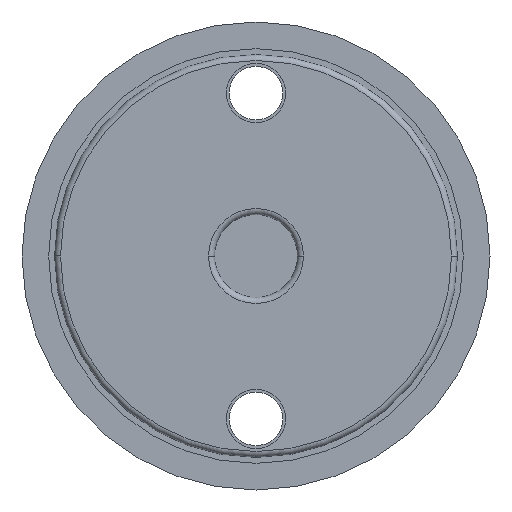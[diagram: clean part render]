
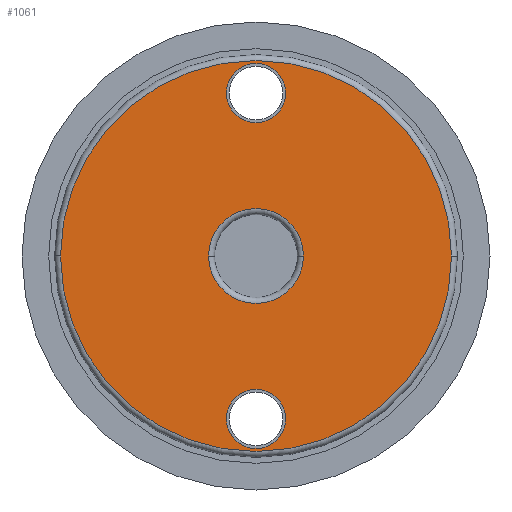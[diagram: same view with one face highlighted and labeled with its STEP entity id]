
A CAD part, front view. The second image highlights one B-rep face of the part: STEP entity #1061.
In plain terms, the highlighted planar face has unit normal (0, -1, 0).
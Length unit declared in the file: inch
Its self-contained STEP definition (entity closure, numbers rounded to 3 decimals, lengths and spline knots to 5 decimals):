
#29 = EDGE_CURVE ( 'NONE', #336, #321, #2059, .T. ) ;
#46 = ORIENTED_EDGE ( 'NONE', *, *, #1775, .T. ) ;
#93 = CIRCLE ( 'NONE', #1588, 0.31496 ) ;
#150 = CARTESIAN_POINT ( 'NONE',  ( -0.19685, 0., 1.08268 ) ) ;
#173 = CARTESIAN_POINT ( 'NONE',  ( -0.31496, 0., 0. ) ) ;
#229 = VERTEX_POINT ( 'NONE', #1117 ) ;
#249 = ORIENTED_EDGE ( 'NONE', *, *, #782, .T. ) ;
#286 = DIRECTION ( 'NONE',  ( 0., 1., 0. ) ) ;
#317 = AXIS2_PLACEMENT_3D ( 'NONE', #1453, #2038, #701 ) ;
#321 = VERTEX_POINT ( 'NONE', #1913 ) ;
#327 = PLANE ( 'NONE',  #2424 ) ;
#336 = VERTEX_POINT ( 'NONE', #1139 ) ;
#394 = CIRCLE ( 'NONE', #2419, 0.19685 ) ;
#397 = EDGE_LOOP ( 'NONE', ( #1262, #854 ) ) ;
#420 = CARTESIAN_POINT ( 'NONE',  ( 0., 0., -1.08268 ) ) ;
#445 = DIRECTION ( 'NONE',  ( 0., -1., 0. ) ) ;
#548 = CIRCLE ( 'NONE', #874, 0.19685 ) ;
#627 = VERTEX_POINT ( 'NONE', #173 ) ;
#631 = CIRCLE ( 'NONE', #2336, 0.31496 ) ;
#653 = CARTESIAN_POINT ( 'NONE',  ( 0., 0., 1.08268 ) ) ;
#654 = VERTEX_POINT ( 'NONE', #150 ) ;
#679 = DIRECTION ( 'NONE',  ( 0., 1., 0. ) ) ;
#701 = DIRECTION ( 'NONE',  ( 1., 0., 0. ) ) ;
#703 = FACE_BOUND ( 'NONE', #1498, .T. ) ;
#782 = EDGE_CURVE ( 'NONE', #654, #2182, #1573, .T. ) ;
#810 = DIRECTION ( 'NONE',  ( 0., 1., 0. ) ) ;
#816 = CARTESIAN_POINT ( 'NONE',  ( 0., 0., 0. ) ) ;
#820 = DIRECTION ( 'NONE',  ( 0., 1., 0. ) ) ;
#837 = AXIS2_PLACEMENT_3D ( 'NONE', #816, #445, #1991 ) ;
#850 = EDGE_CURVE ( 'NONE', #627, #1156, #93, .T. ) ;
#854 = ORIENTED_EDGE ( 'NONE', *, *, #1925, .T. ) ;
#874 = AXIS2_PLACEMENT_3D ( 'NONE', #1063, #1583, #1400 ) ;
#883 = DIRECTION ( 'NONE',  ( 1., 0., 0. ) ) ;
#907 = DIRECTION ( 'NONE',  ( 0., 0., -1. ) ) ;
#973 = CARTESIAN_POINT ( 'NONE',  ( 0., 0., 1.08268 ) ) ;
#1061 = ADVANCED_FACE ( 'NONE', ( #1098, #703, #2220, #1273 ), #327, .T. ) ;
#1063 = CARTESIAN_POINT ( 'NONE',  ( 0., 0., -1.08268 ) ) ;
#1079 = EDGE_CURVE ( 'NONE', #1156, #627, #631, .T. ) ;
#1088 = CARTESIAN_POINT ( 'NONE',  ( -1.33858, 0., 0. ) ) ;
#1098 = FACE_BOUND ( 'NONE', #1945, .T. ) ;
#1117 = CARTESIAN_POINT ( 'NONE',  ( 0.19685, 0., -1.08268 ) ) ;
#1133 = DIRECTION ( 'NONE',  ( -1., 0., 0. ) ) ;
#1139 = CARTESIAN_POINT ( 'NONE',  ( 1.29921, 0., 0. ) ) ;
#1148 = AXIS2_PLACEMENT_3D ( 'NONE', #420, #810, #1184 ) ;
#1156 = VERTEX_POINT ( 'NONE', #2081 ) ;
#1184 = DIRECTION ( 'NONE',  ( 1., 0., 0. ) ) ;
#1246 = CARTESIAN_POINT ( 'NONE',  ( 0., 0., 0. ) ) ;
#1262 = ORIENTED_EDGE ( 'NONE', *, *, #29, .T. ) ;
#1273 = FACE_OUTER_BOUND ( 'NONE', #397, .T. ) ;
#1284 = EDGE_CURVE ( 'NONE', #1667, #229, #548, .T. ) ;
#1381 = CARTESIAN_POINT ( 'NONE',  ( 0.19685, 0., 1.08268 ) ) ;
#1391 = CIRCLE ( 'NONE', #317, 1.29921 ) ;
#1400 = DIRECTION ( 'NONE',  ( 1., 0., 0. ) ) ;
#1453 = CARTESIAN_POINT ( 'NONE',  ( 0., 0., 0. ) ) ;
#1498 = EDGE_LOOP ( 'NONE', ( #2437, #249 ) ) ;
#1501 = ORIENTED_EDGE ( 'NONE', *, *, #1284, .T. ) ;
#1555 = EDGE_LOOP ( 'NONE', ( #46, #1501 ) ) ;
#1570 = DIRECTION ( 'NONE',  ( 0., 1., 0. ) ) ;
#1573 = CIRCLE ( 'NONE', #1881, 0.19685 ) ;
#1583 = DIRECTION ( 'NONE',  ( 0., 1., 0. ) ) ;
#1588 = AXIS2_PLACEMENT_3D ( 'NONE', #1246, #286, #2348 ) ;
#1667 = VERTEX_POINT ( 'NONE', #1688 ) ;
#1688 = CARTESIAN_POINT ( 'NONE',  ( -0.19685, 0., -1.08268 ) ) ;
#1700 = CARTESIAN_POINT ( 'NONE',  ( 0., 0., 0. ) ) ;
#1775 = EDGE_CURVE ( 'NONE', #229, #1667, #2222, .T. ) ;
#1812 = EDGE_CURVE ( 'NONE', #2182, #654, #394, .T. ) ;
#1839 = DIRECTION ( 'NONE',  ( 0., -1., 0. ) ) ;
#1881 = AXIS2_PLACEMENT_3D ( 'NONE', #973, #820, #2095 ) ;
#1913 = CARTESIAN_POINT ( 'NONE',  ( -1.29921, 0., 0. ) ) ;
#1925 = EDGE_CURVE ( 'NONE', #321, #336, #1391, .T. ) ;
#1945 = EDGE_LOOP ( 'NONE', ( #2063, #2372 ) ) ;
#1991 = DIRECTION ( 'NONE',  ( 1., 0., 0. ) ) ;
#2038 = DIRECTION ( 'NONE',  ( 0., -1., 0. ) ) ;
#2059 = CIRCLE ( 'NONE', #837, 1.29921 ) ;
#2063 = ORIENTED_EDGE ( 'NONE', *, *, #850, .T. ) ;
#2081 = CARTESIAN_POINT ( 'NONE',  ( 0.31496, 0., 0. ) ) ;
#2095 = DIRECTION ( 'NONE',  ( 1., 0., 0. ) ) ;
#2182 = VERTEX_POINT ( 'NONE', #1381 ) ;
#2220 = FACE_BOUND ( 'NONE', #1555, .T. ) ;
#2222 = CIRCLE ( 'NONE', #1148, 0.19685 ) ;
#2336 = AXIS2_PLACEMENT_3D ( 'NONE', #1700, #1570, #1133 ) ;
#2348 = DIRECTION ( 'NONE',  ( -1., 0., 0. ) ) ;
#2372 = ORIENTED_EDGE ( 'NONE', *, *, #1079, .T. ) ;
#2419 = AXIS2_PLACEMENT_3D ( 'NONE', #653, #679, #883 ) ;
#2424 = AXIS2_PLACEMENT_3D ( 'NONE', #1088, #1839, #907 ) ;
#2437 = ORIENTED_EDGE ( 'NONE', *, *, #1812, .T. ) ;
